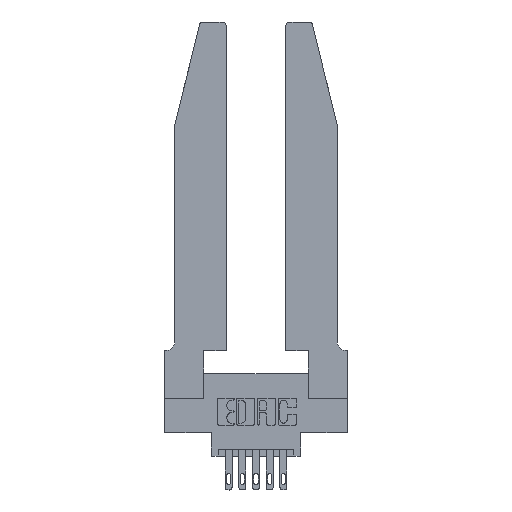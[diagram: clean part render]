
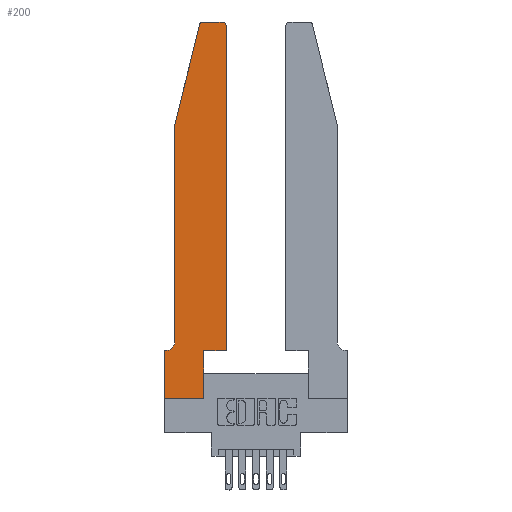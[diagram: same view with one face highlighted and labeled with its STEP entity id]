
A CAD part, top view. The second image highlights one B-rep face of the part: STEP entity #200.
In plain terms, the highlighted planar face has unit normal (0, 0, 1).
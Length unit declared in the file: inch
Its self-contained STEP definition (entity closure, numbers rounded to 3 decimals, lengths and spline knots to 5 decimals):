
#36 = ORIENTED_EDGE ( 'NONE', *, *, #3348, .T. ) ;
#166 = AXIS2_PLACEMENT_3D ( 'NONE', #13195, #1515, #1599 ) ;
#200 = ADVANCED_FACE ( 'NONE', ( #5183 ), #10524, .T. ) ;
#268 = DIRECTION ( 'NONE',  ( -1., 0., 0. ) ) ;
#510 = VERTEX_POINT ( 'NONE', #13454 ) ;
#787 = EDGE_CURVE ( 'NONE', #7821, #7856, #1519, .T. ) ;
#822 = DIRECTION ( 'NONE',  ( 0., -1., 0. ) ) ;
#853 = EDGE_CURVE ( 'NONE', #6037, #6785, #6953, .T. ) ;
#863 = CARTESIAN_POINT ( 'NONE',  ( 0., 0.35, 0.37 ) ) ;
#1013 = VECTOR ( 'NONE', #11344, 39.37008 ) ;
#1353 = EDGE_LOOP ( 'NONE', ( #11931, #8863, #10073, #6279, #12682, #8816, #10922, #10324, #2295, #12705, #2048, #36 ) ) ;
#1441 = CARTESIAN_POINT ( 'NONE',  ( 0.2865, 0., 0.37 ) ) ;
#1515 = DIRECTION ( 'NONE',  ( 0., 0., -1. ) ) ;
#1519 = CIRCLE ( 'NONE', #166, 0.07 ) ;
#1599 = DIRECTION ( 'NONE',  ( -1., 0., 0. ) ) ;
#1617 = VECTOR ( 'NONE', #9449, 39.37008 ) ;
#1756 = VECTOR ( 'NONE', #6256, 39.37008 ) ;
#1765 = VERTEX_POINT ( 'NONE', #8805 ) ;
#1880 = EDGE_CURVE ( 'NONE', #9774, #2905, #11445, .T. ) ;
#1908 = VERTEX_POINT ( 'NONE', #5141 ) ;
#1924 = DIRECTION ( 'NONE',  ( 0., 0., 1. ) ) ;
#1940 = CARTESIAN_POINT ( 'NONE',  ( 0., 0.35, 0.37 ) ) ;
#2025 = CARTESIAN_POINT ( 'NONE',  ( 0.0755, 2., 0.37 ) ) ;
#2045 = CIRCLE ( 'NONE', #2834, 0.03 ) ;
#2048 = ORIENTED_EDGE ( 'NONE', *, *, #9986, .T. ) ;
#2118 = DIRECTION ( 'NONE',  ( 0., -1., 0. ) ) ;
#2139 = EDGE_CURVE ( 'NONE', #6785, #7821, #5795, .T. ) ;
#2295 = ORIENTED_EDGE ( 'NONE', *, *, #1880, .T. ) ;
#2795 = AXIS2_PLACEMENT_3D ( 'NONE', #6065, #11241, #5040 ) ;
#2834 = AXIS2_PLACEMENT_3D ( 'NONE', #5859, #13145, #6777 ) ;
#2905 = VERTEX_POINT ( 'NONE', #8073 ) ;
#3348 = EDGE_CURVE ( 'NONE', #1908, #12268, #6123, .T. ) ;
#3368 = VERTEX_POINT ( 'NONE', #8126 ) ;
#3617 = EDGE_CURVE ( 'NONE', #2905, #510, #4464, .T. ) ;
#4464 = LINE ( 'NONE', #6389, #1617 ) ;
#4660 = CARTESIAN_POINT ( 'NONE',  ( 0.0055, 0.35, 0.37 ) ) ;
#4698 = CARTESIAN_POINT ( 'NONE',  ( 0.0755, 0.42, 0.37 ) ) ;
#5040 = DIRECTION ( 'NONE',  ( 1., 0., 0. ) ) ;
#5087 = CARTESIAN_POINT ( 'NONE',  ( 0., 0., 0.37 ) ) ;
#5141 = CARTESIAN_POINT ( 'NONE',  ( 0.4505, 2.72, 0.37 ) ) ;
#5183 = FACE_OUTER_BOUND ( 'NONE', #1353, .T. ) ;
#5189 = CARTESIAN_POINT ( 'NONE',  ( 0.4505, 0.35, 0.37 ) ) ;
#5470 = EDGE_CURVE ( 'NONE', #3368, #9774, #7689, .T. ) ;
#5673 = VECTOR ( 'NONE', #7531, 39.37008 ) ;
#5680 = VECTOR ( 'NONE', #822, 39.37008 ) ;
#5795 = LINE ( 'NONE', #2025, #9400 ) ;
#5859 = CARTESIAN_POINT ( 'NONE',  ( 0.284, 2.72, 0.37 ) ) ;
#6037 = VERTEX_POINT ( 'NONE', #13331 ) ;
#6065 = CARTESIAN_POINT ( 'NONE',  ( 0.4205, 2.72, 0.37 ) ) ;
#6114 = AXIS2_PLACEMENT_3D ( 'NONE', #863, #1924, #13704 ) ;
#6123 = CIRCLE ( 'NONE', #2795, 0.03 ) ;
#6256 = DIRECTION ( 'NONE',  ( 1., 0., 0. ) ) ;
#6279 = ORIENTED_EDGE ( 'NONE', *, *, #2139, .T. ) ;
#6389 = CARTESIAN_POINT ( 'NONE',  ( 0.4505, 0.35, 0.37 ) ) ;
#6466 = LINE ( 'NONE', #5189, #7575 ) ;
#6646 = VECTOR ( 'NONE', #268, 39.37008 ) ;
#6777 = DIRECTION ( 'NONE',  ( 1., 0., 0. ) ) ;
#6785 = VERTEX_POINT ( 'NONE', #10775 ) ;
#6953 = LINE ( 'NONE', #9955, #12806 ) ;
#7531 = DIRECTION ( 'NONE',  ( -1., 0., 0. ) ) ;
#7575 = VECTOR ( 'NONE', #8337, 39.37008 ) ;
#7689 = LINE ( 'NONE', #8183, #1756 ) ;
#7821 = VERTEX_POINT ( 'NONE', #4698 ) ;
#7856 = VERTEX_POINT ( 'NONE', #4660 ) ;
#8073 = CARTESIAN_POINT ( 'NONE',  ( 0.2865, 0.35, 0.37 ) ) ;
#8126 = CARTESIAN_POINT ( 'NONE',  ( 0., 0., 0.37 ) ) ;
#8183 = CARTESIAN_POINT ( 'NONE',  ( 0., 0., 0.37 ) ) ;
#8291 = EDGE_CURVE ( 'NONE', #1765, #6037, #2045, .T. ) ;
#8337 = DIRECTION ( 'NONE',  ( 0., 1., 0. ) ) ;
#8375 = EDGE_CURVE ( 'NONE', #12325, #3368, #8440, .T. ) ;
#8440 = LINE ( 'NONE', #5087, #5680 ) ;
#8592 = LINE ( 'NONE', #10630, #6646 ) ;
#8649 = DIRECTION ( 'NONE',  ( -0.239, -0.971, 0. ) ) ;
#8805 = CARTESIAN_POINT ( 'NONE',  ( 0.284, 2.75, 0.37 ) ) ;
#8816 = ORIENTED_EDGE ( 'NONE', *, *, #8956, .T. ) ;
#8863 = ORIENTED_EDGE ( 'NONE', *, *, #8291, .T. ) ;
#8956 = EDGE_CURVE ( 'NONE', #7856, #12325, #8592, .T. ) ;
#8986 = EDGE_CURVE ( 'NONE', #12268, #1765, #13125, .T. ) ;
#9400 = VECTOR ( 'NONE', #2118, 39.37008 ) ;
#9449 = DIRECTION ( 'NONE',  ( 1., 0., 0. ) ) ;
#9773 = CARTESIAN_POINT ( 'NONE',  ( 0.2605, 2.75, 0.37 ) ) ;
#9774 = VERTEX_POINT ( 'NONE', #1441 ) ;
#9955 = CARTESIAN_POINT ( 'NONE',  ( 0.0755, 2., 0.37 ) ) ;
#9986 = EDGE_CURVE ( 'NONE', #510, #1908, #6466, .T. ) ;
#10073 = ORIENTED_EDGE ( 'NONE', *, *, #853, .T. ) ;
#10324 = ORIENTED_EDGE ( 'NONE', *, *, #5470, .T. ) ;
#10524 = PLANE ( 'NONE',  #6114 ) ;
#10630 = CARTESIAN_POINT ( 'NONE',  ( 0.0755, 0.35, 0.37 ) ) ;
#10775 = CARTESIAN_POINT ( 'NONE',  ( 0.0755, 2., 0.37 ) ) ;
#10922 = ORIENTED_EDGE ( 'NONE', *, *, #8375, .T. ) ;
#11241 = DIRECTION ( 'NONE',  ( 0., 0., 1. ) ) ;
#11344 = DIRECTION ( 'NONE',  ( 0., 1., 0. ) ) ;
#11445 = LINE ( 'NONE', #12522, #1013 ) ;
#11931 = ORIENTED_EDGE ( 'NONE', *, *, #8986, .T. ) ;
#12268 = VERTEX_POINT ( 'NONE', #12328 ) ;
#12325 = VERTEX_POINT ( 'NONE', #1940 ) ;
#12328 = CARTESIAN_POINT ( 'NONE',  ( 0.4205, 2.75, 0.37 ) ) ;
#12522 = CARTESIAN_POINT ( 'NONE',  ( 0.2865, 0.35, 0.37 ) ) ;
#12682 = ORIENTED_EDGE ( 'NONE', *, *, #787, .T. ) ;
#12705 = ORIENTED_EDGE ( 'NONE', *, *, #3617, .T. ) ;
#12806 = VECTOR ( 'NONE', #8649, 39.37008 ) ;
#13125 = LINE ( 'NONE', #9773, #5673 ) ;
#13145 = DIRECTION ( 'NONE',  ( 0., 0., 1. ) ) ;
#13195 = CARTESIAN_POINT ( 'NONE',  ( 0.0055, 0.42, 0.37 ) ) ;
#13331 = CARTESIAN_POINT ( 'NONE',  ( 0.25487, 2.72718, 0.37 ) ) ;
#13454 = CARTESIAN_POINT ( 'NONE',  ( 0.4505, 0.35, 0.37 ) ) ;
#13704 = DIRECTION ( 'NONE',  ( 1., 0., 0. ) ) ;
